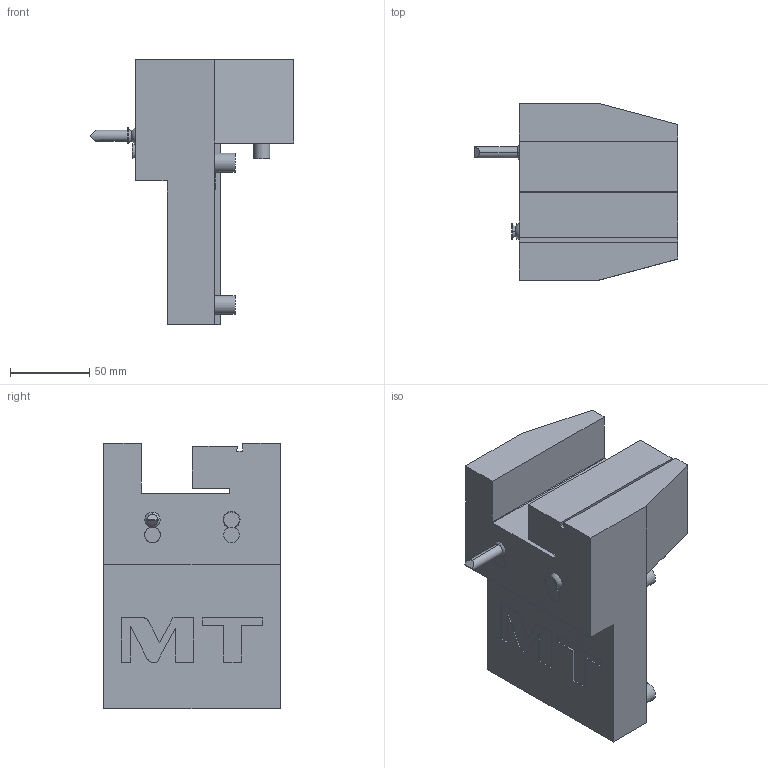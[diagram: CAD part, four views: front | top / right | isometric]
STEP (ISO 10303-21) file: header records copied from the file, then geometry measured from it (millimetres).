
FILE_DESCRIPTION((''),'2;1');
FILE_NAME('0903200_CONF','2023-05-11T09:43:59',('gvalli'),('M.T. srl'),'CREO PARAMETRIC BY PTC INC, 2021072','CREO PARAMETRIC BY PTC INC, 2021072','');
FILE_SCHEMA(('CONFIG_CONTROL_DESIGN'));
Length unit declared in the file: millimetre
Products named in the file (1): 0903200_CONF
Bounding box: 128.46 x 112 x 168 mm (x, y, z)
Volume: 900060.1 mm3; surface area: 90105.9 mm2
Topology: 1 solids, 1 shells, 99 faces, 242 edges, 160 vertices
Faces by surface type: plane 66, cylinder 20, torus 4, cone 4, sphere 3, extrusion 2
Entity records: 3034 total; most frequent: CARTESIAN_POINT 607, DIRECTION 494, ORIENTED_EDGE 484, EDGE_CURVE 242, VECTOR 168, LINE 166, AXIS2_PLACEMENT_3D 163, VERTEX_POINT 160
